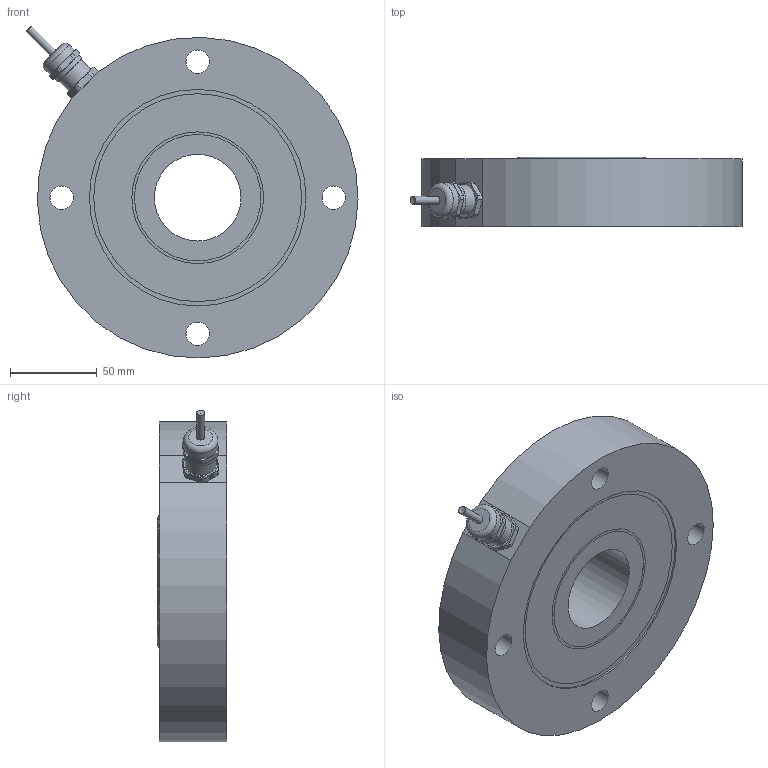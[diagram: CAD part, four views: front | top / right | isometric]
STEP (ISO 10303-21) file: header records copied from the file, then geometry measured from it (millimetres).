
FILE_DESCRIPTION (( 'STEP AP214' ), '1' );
FILE_NAME ('a_RKS01F-100k...200k-T STEP.STEP', '2024-09-20T13:12:33', ( '' ), ( '' ), 'SwSTEP 2.0', 'SolidWorks 2023', '' );
FILE_SCHEMA (( 'AUTOMOTIVE_DESIGN' ));
Length unit declared in the file: millimetre
Products named in the file (1): a_RKS01F-100k...200k-T STEP
Bounding box: 191.56 x 40 x 191.56 mm (x, y, z)
Volume: 899866.9 mm3; surface area: 93549.9 mm2
Topology: 4 solids, 6 shells, 127 faces, 285 edges, 182 vertices
Faces by surface type: plane 51, cylinder 49, cone 23, torus 4
Full cylindrical faces by diameter (mm): 4 x1, 4.5 x3, 13.5 x4, 14.16 x2, 14.5 x1, 16 x1, 18 x1, 19.6 x1, 19.98 x1, 20 x4, 50 x1, 73 x1, 76 x2, 120 x2, 125 x1
Entity records: 3386 total; most frequent: CARTESIAN_POINT 636, DIRECTION 582, ORIENTED_EDGE 472, AXIS2_PLACEMENT_3D 248, EDGE_CURVE 236, EDGE_LOOP 196, VERTEX_POINT 174, FACE_OUTER_BOUND 157
